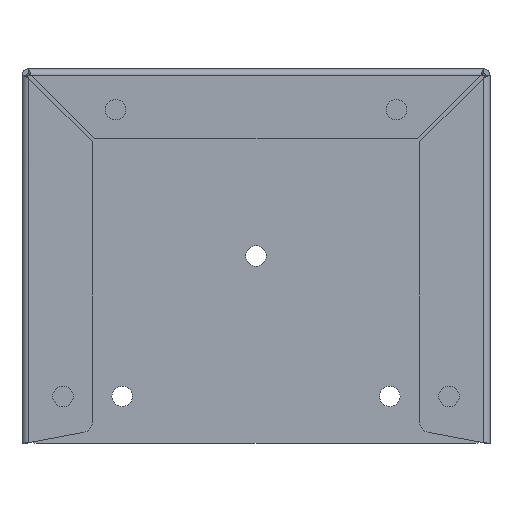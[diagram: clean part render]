
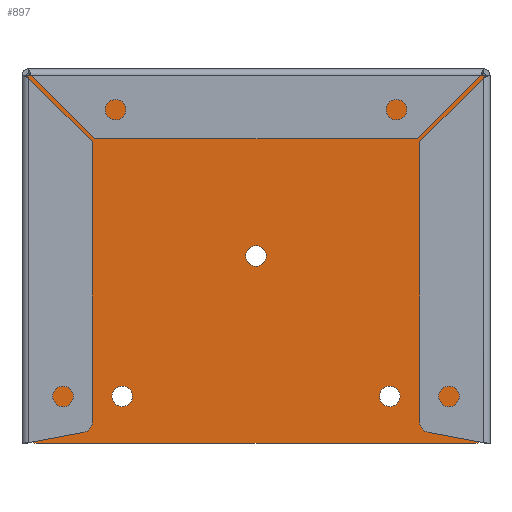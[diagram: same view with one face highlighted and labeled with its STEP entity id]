
A CAD part, front view. The second image highlights one B-rep face of the part: STEP entity #897.
In plain terms, the highlighted planar face has unit normal (0, -1, 0).
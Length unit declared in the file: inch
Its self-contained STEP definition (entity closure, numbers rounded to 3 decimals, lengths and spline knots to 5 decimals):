
#67 = ORIENTED_EDGE ( 'NONE', *, *, #2259, .T. ) ;
#70 = DIRECTION ( 'NONE',  ( 0., 1., 0. ) ) ;
#77 = LINE ( 'NONE', #239, #2478 ) ;
#91 = DIRECTION ( 'NONE',  ( 0., 1., 0. ) ) ;
#95 = VERTEX_POINT ( 'NONE', #963 ) ;
#102 = VECTOR ( 'NONE', #1136, 39.37008 ) ;
#114 = ORIENTED_EDGE ( 'NONE', *, *, #414, .T. ) ;
#138 = CARTESIAN_POINT ( 'NONE',  ( 0.143, 23.81, 7.857 ) ) ;
#190 = EDGE_CURVE ( 'NONE', #909, #1424, #881, .T. ) ;
#229 = DIRECTION ( 'NONE',  ( 1., 0., 0. ) ) ;
#230 = FACE_OUTER_BOUND ( 'NONE', #904, .T. ) ;
#239 = CARTESIAN_POINT ( 'NONE',  ( 9.90492, 23.81, 47.37008 ) ) ;
#253 = DIRECTION ( 'NONE',  ( 0., -1., 0. ) ) ;
#267 = FACE_BOUND ( 'NONE', #1239, .T. ) ;
#287 = CARTESIAN_POINT ( 'NONE',  ( 5., 23.81, 4.00047 ) ) ;
#350 = EDGE_CURVE ( 'NONE', #2429, #440, #1263, .T. ) ;
#379 = DIRECTION ( 'NONE',  ( 0., 0., -1. ) ) ;
#380 = CIRCLE ( 'NONE', #994, 0.2185 ) ;
#383 = AXIS2_PLACEMENT_3D ( 'NONE', #1951, #1175, #379 ) ;
#393 = CARTESIAN_POINT ( 'NONE',  ( 9.857, 23.81, 0.00047 ) ) ;
#414 = EDGE_CURVE ( 'NONE', #2463, #836, #1623, .T. ) ;
#440 = VERTEX_POINT ( 'NONE', #1284 ) ;
#450 = EDGE_CURVE ( 'NONE', #2467, #95, #840, .T. ) ;
#465 = EDGE_LOOP ( 'NONE', ( #1443, #1707 ) ) ;
#469 = AXIS2_PLACEMENT_3D ( 'NONE', #2051, #70, #2453 ) ;
#476 = VERTEX_POINT ( 'NONE', #2105 ) ;
#553 = CARTESIAN_POINT ( 'NONE',  ( 2.141, 23.81, 0.78197 ) ) ;
#573 = CARTESIAN_POINT ( 'NONE',  ( 0.09508, 23.81, 47.37008 ) ) ;
#632 = CIRCLE ( 'NONE', #1908, 0.2185 ) ;
#698 = CARTESIAN_POINT ( 'NONE',  ( 0.09508, 23.81, 0.22047 ) ) ;
#715 = CIRCLE ( 'NONE', #383, 0.2185 ) ;
#831 = ORIENTED_EDGE ( 'NONE', *, *, #450, .T. ) ;
#833 = DIRECTION ( 'NONE',  ( 0., -1., 0. ) ) ;
#836 = VERTEX_POINT ( 'NONE', #1609 ) ;
#840 = CIRCLE ( 'NONE', #2396, 0.2185 ) ;
#847 = PLANE ( 'NONE',  #1817 ) ;
#868 = DIRECTION ( 'NONE',  ( 0., 0., -1. ) ) ;
#881 = CIRCLE ( 'NONE', #998, 0.2185 ) ;
#890 = ORIENTED_EDGE ( 'NONE', *, *, #1464, .T. ) ;
#897 = ADVANCED_FACE ( 'NONE', ( #230, #1800, #2196, #267 ), #847, .T. ) ;
#904 = EDGE_LOOP ( 'NONE', ( #931, #1997, #2281, #114, #67, #2265 ) ) ;
#909 = VERTEX_POINT ( 'NONE', #2207 ) ;
#931 = ORIENTED_EDGE ( 'NONE', *, *, #1178, .F. ) ;
#955 = LINE ( 'NONE', #573, #1237 ) ;
#963 = CARTESIAN_POINT ( 'NONE',  ( 2.141, 23.81, 1.21897 ) ) ;
#968 = LINE ( 'NONE', #393, #1868 ) ;
#990 = DIRECTION ( 'NONE',  ( 0., 0., -1. ) ) ;
#994 = AXIS2_PLACEMENT_3D ( 'NONE', #287, #1291, #2076 ) ;
#998 = AXIS2_PLACEMENT_3D ( 'NONE', #2340, #1016, #990 ) ;
#1005 = CARTESIAN_POINT ( 'NONE',  ( 0.09508, 23.81, 7.857 ) ) ;
#1016 = DIRECTION ( 'NONE',  ( 0., 1., 0. ) ) ;
#1136 = DIRECTION ( 'NONE',  ( -1., 0., 0. ) ) ;
#1175 = DIRECTION ( 'NONE',  ( 0., 1., 0. ) ) ;
#1178 = EDGE_CURVE ( 'NONE', #2429, #2280, #955, .T. ) ;
#1211 = EDGE_CURVE ( 'NONE', #1295, #2280, #1363, .T. ) ;
#1237 = VECTOR ( 'NONE', #1735, 39.37008 ) ;
#1239 = EDGE_LOOP ( 'NONE', ( #2194, #1791 ) ) ;
#1263 = CIRCLE ( 'NONE', #1922, 0.22 ) ;
#1273 = CARTESIAN_POINT ( 'NONE',  ( 2.141, 23.81, 1.00047 ) ) ;
#1284 = CARTESIAN_POINT ( 'NONE',  ( 0.31508, 23.81, 0.00047 ) ) ;
#1291 = DIRECTION ( 'NONE',  ( 0., 1., 0. ) ) ;
#1295 = VERTEX_POINT ( 'NONE', #1766 ) ;
#1363 = LINE ( 'NONE', #138, #102 ) ;
#1424 = VERTEX_POINT ( 'NONE', #2222 ) ;
#1443 = ORIENTED_EDGE ( 'NONE', *, *, #2014, .T. ) ;
#1444 = DIRECTION ( 'NONE',  ( 0., 0., 1. ) ) ;
#1464 = EDGE_CURVE ( 'NONE', #95, #2467, #2190, .T. ) ;
#1466 = CARTESIAN_POINT ( 'NONE',  ( 7.859, 23.81, 0.78197 ) ) ;
#1476 = EDGE_CURVE ( 'NONE', #1424, #909, #380, .T. ) ;
#1609 = CARTESIAN_POINT ( 'NONE',  ( 9.90492, 23.81, 0.22047 ) ) ;
#1623 = CIRCLE ( 'NONE', #2278, 0.22 ) ;
#1707 = ORIENTED_EDGE ( 'NONE', *, *, #2075, .T. ) ;
#1735 = DIRECTION ( 'NONE',  ( 0., 0., 1. ) ) ;
#1745 = EDGE_LOOP ( 'NONE', ( #831, #890 ) ) ;
#1766 = CARTESIAN_POINT ( 'NONE',  ( 9.90492, 23.81, 7.857 ) ) ;
#1791 = ORIENTED_EDGE ( 'NONE', *, *, #1476, .T. ) ;
#1800 = FACE_BOUND ( 'NONE', #1745, .T. ) ;
#1817 = AXIS2_PLACEMENT_3D ( 'NONE', #2375, #833, #2030 ) ;
#1868 = VECTOR ( 'NONE', #1975, 39.37008 ) ;
#1908 = AXIS2_PLACEMENT_3D ( 'NONE', #2257, #2471, #868 ) ;
#1922 = AXIS2_PLACEMENT_3D ( 'NONE', #1992, #2529, #229 ) ;
#1951 = CARTESIAN_POINT ( 'NONE',  ( 7.859, 23.81, 1.00047 ) ) ;
#1975 = DIRECTION ( 'NONE',  ( 1., 0., 0. ) ) ;
#1988 = DIRECTION ( 'NONE',  ( 0., 0., 1. ) ) ;
#1992 = CARTESIAN_POINT ( 'NONE',  ( 0.31508, 23.81, 0.22047 ) ) ;
#1997 = ORIENTED_EDGE ( 'NONE', *, *, #350, .T. ) ;
#2014 = EDGE_CURVE ( 'NONE', #2041, #476, #632, .T. ) ;
#2030 = DIRECTION ( 'NONE',  ( 0., 0., -1. ) ) ;
#2041 = VERTEX_POINT ( 'NONE', #1466 ) ;
#2051 = CARTESIAN_POINT ( 'NONE',  ( 2.141, 23.81, 1.00047 ) ) ;
#2056 = DIRECTION ( 'NONE',  ( 0., 0., -1. ) ) ;
#2075 = EDGE_CURVE ( 'NONE', #476, #2041, #715, .T. ) ;
#2076 = DIRECTION ( 'NONE',  ( 0., 0., -1. ) ) ;
#2101 = EDGE_CURVE ( 'NONE', #440, #2463, #968, .T. ) ;
#2105 = CARTESIAN_POINT ( 'NONE',  ( 7.859, 23.81, 1.21897 ) ) ;
#2163 = CARTESIAN_POINT ( 'NONE',  ( 9.68492, 23.81, 0.00047 ) ) ;
#2190 = CIRCLE ( 'NONE', #469, 0.2185 ) ;
#2194 = ORIENTED_EDGE ( 'NONE', *, *, #190, .T. ) ;
#2196 = FACE_BOUND ( 'NONE', #465, .T. ) ;
#2207 = CARTESIAN_POINT ( 'NONE',  ( 5., 23.81, 3.78197 ) ) ;
#2222 = CARTESIAN_POINT ( 'NONE',  ( 5., 23.81, 4.21897 ) ) ;
#2245 = CARTESIAN_POINT ( 'NONE',  ( 9.68492, 23.81, 0.22047 ) ) ;
#2257 = CARTESIAN_POINT ( 'NONE',  ( 7.859, 23.81, 1.00047 ) ) ;
#2259 = EDGE_CURVE ( 'NONE', #836, #1295, #77, .T. ) ;
#2265 = ORIENTED_EDGE ( 'NONE', *, *, #1211, .T. ) ;
#2278 = AXIS2_PLACEMENT_3D ( 'NONE', #2245, #253, #1444 ) ;
#2280 = VERTEX_POINT ( 'NONE', #1005 ) ;
#2281 = ORIENTED_EDGE ( 'NONE', *, *, #2101, .T. ) ;
#2340 = CARTESIAN_POINT ( 'NONE',  ( 5., 23.81, 4.00047 ) ) ;
#2375 = CARTESIAN_POINT ( 'NONE',  ( 9.857, 23.81, 7.91447 ) ) ;
#2396 = AXIS2_PLACEMENT_3D ( 'NONE', #1273, #91, #2056 ) ;
#2429 = VERTEX_POINT ( 'NONE', #698 ) ;
#2453 = DIRECTION ( 'NONE',  ( 0., 0., -1. ) ) ;
#2463 = VERTEX_POINT ( 'NONE', #2163 ) ;
#2467 = VERTEX_POINT ( 'NONE', #553 ) ;
#2471 = DIRECTION ( 'NONE',  ( 0., 1., 0. ) ) ;
#2478 = VECTOR ( 'NONE', #1988, 39.37008 ) ;
#2529 = DIRECTION ( 'NONE',  ( 0., -1., 0. ) ) ;
